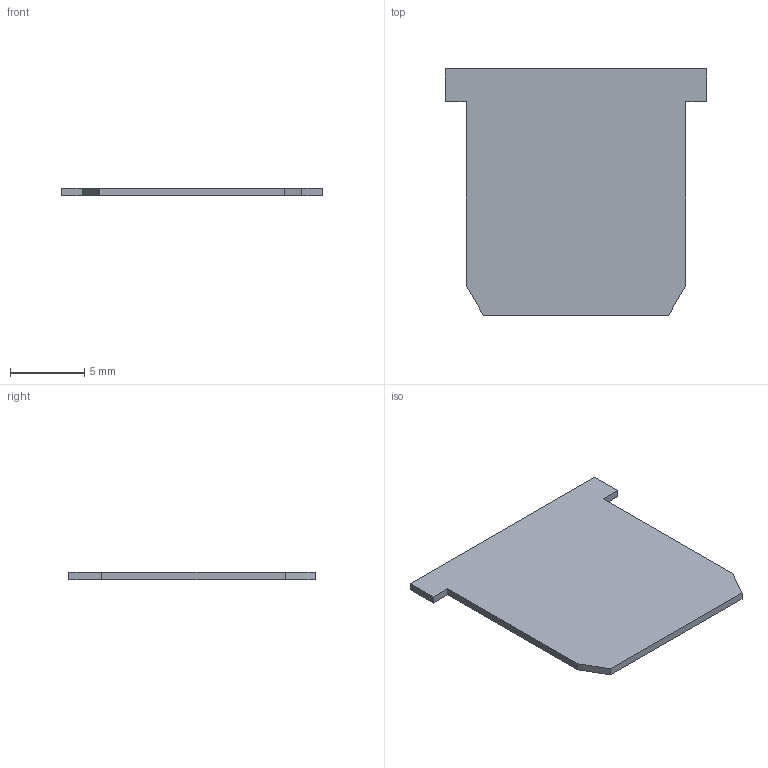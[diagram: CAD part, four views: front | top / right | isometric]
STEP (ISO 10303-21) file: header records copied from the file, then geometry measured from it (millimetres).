
FILE_DESCRIPTION((''),'2;1');
FILE_NAME('DFM-900_ASM','2022-09-22T08:28:11',('klemen.sitar'),('Audax d.o.o.'),'CREO PARAMETRIC BY PTC INC, 2021304','CREO PARAMETRIC BY PTC INC, 2021304','');
FILE_SCHEMA(('AP242_MANAGED_MODEL_BASED_3D_ENGINEERING_MIM_LF { 1 0 10303 442 1 1 4 }'));
Length unit declared in the file: millimetre
Products named in the file (2): DFM900-3700; DFM-900_ASM
Assembly tree (1 placements, depth 2):
  DFM-900_ASM
    DFM900-3700
Bounding box: 17.6 x 16.6 x 0.5 mm (x, y, z)
Volume: 124.8 mm3; surface area: 532.4 mm2
Topology: 1 solids, 1 shells, 12 faces, 30 edges, 20 vertices
Faces by surface type: plane 12
Entity records: 723 total; most frequent: CARTESIAN_POINT 70, DIRECTION 62, ORIENTED_EDGE 60, PRESENTATION_STYLE_ASSIGNMENT 45, STYLED_ITEM 45, CURVE_STYLE 32, VECTOR 30, LINE 30
